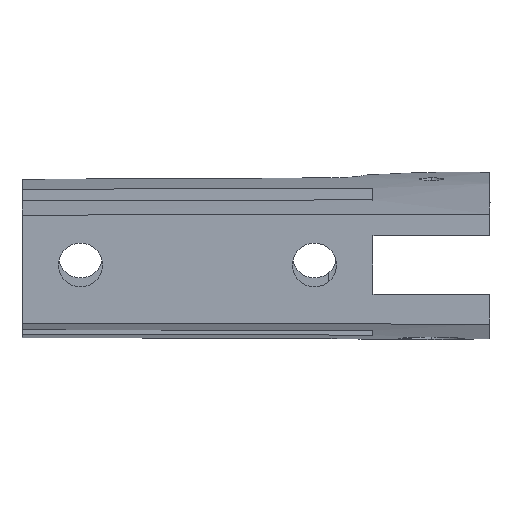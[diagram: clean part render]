
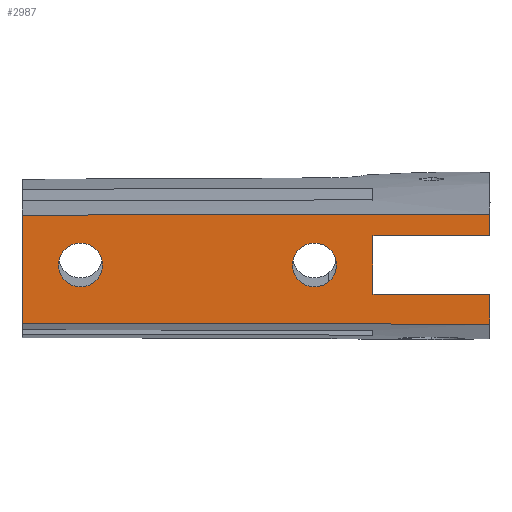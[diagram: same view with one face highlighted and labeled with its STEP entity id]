
A CAD part, left-side view. The second image highlights one B-rep face of the part: STEP entity #2987.
In plain terms, the highlighted planar face has unit normal (-1, 0, 0).
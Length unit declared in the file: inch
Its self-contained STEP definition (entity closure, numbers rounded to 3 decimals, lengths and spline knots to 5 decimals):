
#25 = CARTESIAN_POINT ( 'NONE',  ( 0.50074, 3., 0.08 ) ) ;
#53 = EDGE_CURVE ( 'NONE', #2191, #1893, #2706, .T. ) ;
#90 = CARTESIAN_POINT ( 'NONE',  ( 0.50074, 3.25, 0.29307 ) ) ;
#93 = DIRECTION ( 'NONE',  ( 0., 0., -1. ) ) ;
#142 = LINE ( 'NONE', #1339, #365 ) ;
#156 = CARTESIAN_POINT ( 'NONE',  ( 0.50074, 1.75, 0.205 ) ) ;
#229 = EDGE_LOOP ( 'NONE', ( #818, #2160 ) ) ;
#243 = DIRECTION ( 'NONE',  ( 1., 0., 0. ) ) ;
#257 = DIRECTION ( 'NONE',  ( 0., 0., 1. ) ) ;
#301 = CARTESIAN_POINT ( 'NONE',  ( 0.50074, 3.25, 0.29307 ) ) ;
#316 = CARTESIAN_POINT ( 'NONE',  ( 0.50074, 3.25, -0.1695 ) ) ;
#331 = CARTESIAN_POINT ( 'NONE',  ( 0.50074, 1.25, 0.29738 ) ) ;
#346 = DIRECTION ( 'NONE',  ( 0., 0., -1. ) ) ;
#364 = CIRCLE ( 'NONE', #825, 0.09375 ) ;
#365 = VECTOR ( 'NONE', #3006, 39.37008 ) ;
#440 = LINE ( 'NONE', #2648, #3051 ) ;
#504 = ORIENTED_EDGE ( 'NONE', *, *, #1156, .F. ) ;
#541 = CARTESIAN_POINT ( 'NONE',  ( 0.50074, 1.91667, 0.29595 ) ) ;
#548 = CARTESIAN_POINT ( 'NONE',  ( 0.50074, 2., 0.08 ) ) ;
#574 = CARTESIAN_POINT ( 'NONE',  ( 0.50074, 1.75, -0.045 ) ) ;
#617 = B_SPLINE_CURVE_WITH_KNOTS ( 'NONE', 3,
 ( #331, #541, #1507, #90 ),
 .UNSPECIFIED., .F., .F.,
 ( 4, 4 ),
 ( 0., 1. ),
 .UNSPECIFIED. ) ;
#636 = VECTOR ( 'NONE', #346, 39.37008 ) ;
#662 = VERTEX_POINT ( 'NONE', #2779 ) ;
#742 = CARTESIAN_POINT ( 'NONE',  ( 0.50074, 1.25, -0.045 ) ) ;
#763 = DIRECTION ( 'NONE',  ( 0., 0., -1. ) ) ;
#766 = ORIENTED_EDGE ( 'NONE', *, *, #1640, .T. ) ;
#790 = VERTEX_POINT ( 'NONE', #1041 ) ;
#794 = EDGE_CURVE ( 'NONE', #2216, #1576, #2447, .T. ) ;
#818 = ORIENTED_EDGE ( 'NONE', *, *, #1580, .T. ) ;
#825 = AXIS2_PLACEMENT_3D ( 'NONE', #548, #1515, #2477 ) ;
#876 = ORIENTED_EDGE ( 'NONE', *, *, #53, .T. ) ;
#897 = ORIENTED_EDGE ( 'NONE', *, *, #2283, .T. ) ;
#905 = VERTEX_POINT ( 'NONE', #2319 ) ;
#930 = EDGE_CURVE ( 'NONE', #1887, #905, #142, .T. ) ;
#996 = CARTESIAN_POINT ( 'NONE',  ( 0.50074, 1.25, -0.17284 ) ) ;
#999 = CARTESIAN_POINT ( 'NONE',  ( 0.50074, 3., 0.08 ) ) ;
#1032 = CARTESIAN_POINT ( 'NONE',  ( 0.50074, 3., 0.17375 ) ) ;
#1041 = CARTESIAN_POINT ( 'NONE',  ( 0.50074, 2., 0.17375 ) ) ;
#1090 = LINE ( 'NONE', #2522, #636 ) ;
#1095 = CARTESIAN_POINT ( 'NONE',  ( 0.50074, 2., -0.01375 ) ) ;
#1137 = EDGE_LOOP ( 'NONE', ( #2374, #766, #1316, #2069, #504, #1201, #897, #1704 ) ) ;
#1156 = EDGE_CURVE ( 'NONE', #2216, #1190, #2737, .T. ) ;
#1165 = DIRECTION ( 'NONE',  ( 0., -1., 0. ) ) ;
#1174 = VERTEX_POINT ( 'NONE', #301 ) ;
#1190 = VERTEX_POINT ( 'NONE', #996 ) ;
#1201 = ORIENTED_EDGE ( 'NONE', *, *, #794, .T. ) ;
#1228 = FACE_BOUND ( 'NONE', #3076, .T. ) ;
#1304 = DIRECTION ( 'NONE',  ( 0., 0., 1. ) ) ;
#1314 = CARTESIAN_POINT ( 'NONE',  ( 0.50074, 1.25, -0.42 ) ) ;
#1316 = ORIENTED_EDGE ( 'NONE', *, *, #2016, .T. ) ;
#1339 = CARTESIAN_POINT ( 'NONE',  ( 0.50074, 1.25, -0.42 ) ) ;
#1455 = CARTESIAN_POINT ( 'NONE',  ( 0.50074, 1.25, 0.29738 ) ) ;
#1463 = VERTEX_POINT ( 'NONE', #1095 ) ;
#1477 = AXIS2_PLACEMENT_3D ( 'NONE', #999, #1977, #2942 ) ;
#1497 = CARTESIAN_POINT ( 'NONE',  ( 0.50074, 1.91667, -0.17173 ) ) ;
#1507 = CARTESIAN_POINT ( 'NONE',  ( 0.50074, 2.58333, 0.29451 ) ) ;
#1515 = DIRECTION ( 'NONE',  ( 1., 0., 0. ) ) ;
#1522 = B_SPLINE_CURVE_WITH_KNOTS ( 'NONE', 3,
 ( #316, #1737, #1497, #2192 ),
 .UNSPECIFIED., .F., .F.,
 ( 4, 4 ),
 ( 0., 1. ),
 .UNSPECIFIED. ) ;
#1576 = VERTEX_POINT ( 'NONE', #574 ) ;
#1580 = EDGE_CURVE ( 'NONE', #1463, #790, #3045, .T. ) ;
#1586 = VECTOR ( 'NONE', #1304, 39.37008 ) ;
#1640 = EDGE_CURVE ( 'NONE', #1887, #1174, #617, .T. ) ;
#1698 = DIRECTION ( 'NONE',  ( 1., 0., 0. ) ) ;
#1704 = ORIENTED_EDGE ( 'NONE', *, *, #2852, .T. ) ;
#1726 = DIRECTION ( 'NONE',  ( 0., 1., 0. ) ) ;
#1737 = CARTESIAN_POINT ( 'NONE',  ( 0.50074, 2.58333, -0.17062 ) ) ;
#1887 = VERTEX_POINT ( 'NONE', #1455 ) ;
#1893 = VERTEX_POINT ( 'NONE', #1032 ) ;
#1936 = CARTESIAN_POINT ( 'NONE',  ( 0.50074, 3.25, -0.42 ) ) ;
#1970 = DIRECTION ( 'NONE',  ( 1., 0., 0. ) ) ;
#1977 = DIRECTION ( 'NONE',  ( 1., 0., 0. ) ) ;
#2016 = EDGE_CURVE ( 'NONE', #1174, #662, #1090, .T. ) ;
#2067 = EDGE_CURVE ( 'NONE', #790, #1463, #364, .T. ) ;
#2069 = ORIENTED_EDGE ( 'NONE', *, *, #2577, .T. ) ;
#2140 = AXIS2_PLACEMENT_3D ( 'NONE', #2734, #1970, #763 ) ;
#2158 = EDGE_CURVE ( 'NONE', #1893, #2191, #2546, .T. ) ;
#2160 = ORIENTED_EDGE ( 'NONE', *, *, #2067, .T. ) ;
#2191 = VERTEX_POINT ( 'NONE', #2527 ) ;
#2192 = CARTESIAN_POINT ( 'NONE',  ( 0.50074, 1.25, -0.17284 ) ) ;
#2205 = FACE_OUTER_BOUND ( 'NONE', #1137, .T. ) ;
#2216 = VERTEX_POINT ( 'NONE', #2776 ) ;
#2283 = EDGE_CURVE ( 'NONE', #1576, #3065, #2561, .T. ) ;
#2319 = CARTESIAN_POINT ( 'NONE',  ( 0.50074, 1.25, 0.205 ) ) ;
#2374 = ORIENTED_EDGE ( 'NONE', *, *, #930, .F. ) ;
#2407 = DIRECTION ( 'NONE',  ( 0., 0., -1. ) ) ;
#2447 = LINE ( 'NONE', #742, #2701 ) ;
#2477 = DIRECTION ( 'NONE',  ( 0., 0., -1. ) ) ;
#2497 = AXIS2_PLACEMENT_3D ( 'NONE', #25, #243, #2407 ) ;
#2522 = CARTESIAN_POINT ( 'NONE',  ( 0.50074, 3.25, -0.42 ) ) ;
#2527 = CARTESIAN_POINT ( 'NONE',  ( 0.50074, 3., -0.01375 ) ) ;
#2546 = CIRCLE ( 'NONE', #1477, 0.09375 ) ;
#2561 = LINE ( 'NONE', #156, #1586 ) ;
#2577 = EDGE_CURVE ( 'NONE', #662, #1190, #1522, .T. ) ;
#2648 = CARTESIAN_POINT ( 'NONE',  ( 0.50074, 1.25, 0.205 ) ) ;
#2672 = ORIENTED_EDGE ( 'NONE', *, *, #2158, .T. ) ;
#2701 = VECTOR ( 'NONE', #1726, 39.37008 ) ;
#2706 = CIRCLE ( 'NONE', #2497, 0.09375 ) ;
#2718 = FACE_BOUND ( 'NONE', #229, .T. ) ;
#2734 = CARTESIAN_POINT ( 'NONE',  ( 0.50074, 2., 0.08 ) ) ;
#2737 = LINE ( 'NONE', #1314, #2768 ) ;
#2765 = AXIS2_PLACEMENT_3D ( 'NONE', #1936, #1698, #257 ) ;
#2768 = VECTOR ( 'NONE', #93, 39.37008 ) ;
#2776 = CARTESIAN_POINT ( 'NONE',  ( 0.50074, 1.25, -0.045 ) ) ;
#2779 = CARTESIAN_POINT ( 'NONE',  ( 0.50074, 3.25, -0.1695 ) ) ;
#2852 = EDGE_CURVE ( 'NONE', #3065, #905, #440, .T. ) ;
#2942 = DIRECTION ( 'NONE',  ( 0., 0., -1. ) ) ;
#2987 = ADVANCED_FACE ( 'NONE', ( #1228, #2718, #2205 ), #3134, .F. ) ;
#3006 = DIRECTION ( 'NONE',  ( 0., 0., -1. ) ) ;
#3022 = CARTESIAN_POINT ( 'NONE',  ( 0.50074, 1.75, 0.205 ) ) ;
#3045 = CIRCLE ( 'NONE', #2140, 0.09375 ) ;
#3051 = VECTOR ( 'NONE', #1165, 39.37008 ) ;
#3065 = VERTEX_POINT ( 'NONE', #3022 ) ;
#3076 = EDGE_LOOP ( 'NONE', ( #876, #2672 ) ) ;
#3134 = PLANE ( 'NONE',  #2765 ) ;
